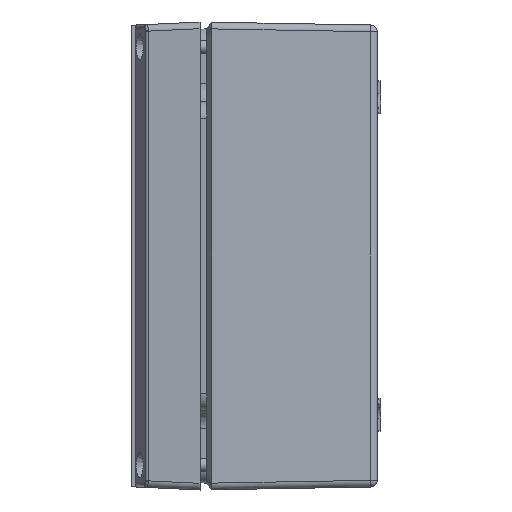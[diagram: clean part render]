
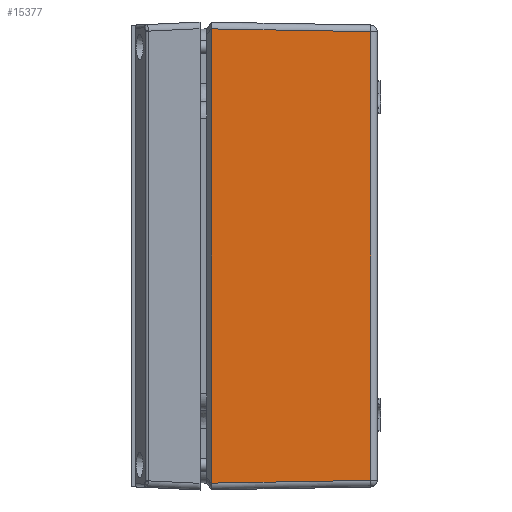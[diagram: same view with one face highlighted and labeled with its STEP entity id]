
A CAD part, left-side view. The second image highlights one B-rep face of the part: STEP entity #15377.
In plain terms, the highlighted planar face has unit normal (-1, -0.018, 0).
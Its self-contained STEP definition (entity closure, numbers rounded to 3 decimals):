
#2884=FACE_OUTER_BOUND('',#4108,.T.);
#4108=EDGE_LOOP('',(#13068,#13069,#13070,#13071));
#5340=LINE('',#40559,#6172);
#5341=LINE('',#40561,#6173);
#5342=LINE('',#40563,#6174);
#5343=LINE('',#40564,#6175);
#6172=VECTOR('',#20655,1000.);
#6173=VECTOR('',#20656,1000.);
#6174=VECTOR('',#20657,1000.);
#6175=VECTOR('',#20658,1000.);
#7584=VERTEX_POINT('',#40557);
#7585=VERTEX_POINT('',#40558);
#7586=VERTEX_POINT('',#40560);
#7587=VERTEX_POINT('',#40562);
#9490=EDGE_CURVE('',#7584,#7585,#5340,.T.);
#9491=EDGE_CURVE('',#7585,#7586,#5341,.T.);
#9492=EDGE_CURVE('',#7586,#7587,#5342,.T.);
#9493=EDGE_CURVE('',#7587,#7584,#5343,.T.);
#13068=ORIENTED_EDGE('',*,*,#9490,.T.);
#13069=ORIENTED_EDGE('',*,*,#9491,.T.);
#13070=ORIENTED_EDGE('',*,*,#9492,.T.);
#13071=ORIENTED_EDGE('',*,*,#9493,.T.);
#14595=PLANE('',#16984);
#15377=ADVANCED_FACE('',(#2884),#14595,.T.);
#16984=AXIS2_PLACEMENT_3D('',#40556,#20653,#20654);
#20653=DIRECTION('center_axis',(-1.,-0.017,
0.));
#20654=DIRECTION('ref_axis',(0.017,-1.,0.));
#20655=DIRECTION('',(0.,0.,1.));
#20656=DIRECTION('',(-0.017,1.,0.017));
#20657=DIRECTION('',(0.,0.,-1.));
#20658=DIRECTION('',(0.017,-1.,0.017));
#40556=CARTESIAN_POINT('Origin',(-110.,0.,-70.));
#40557=CARTESIAN_POINT('',(-109.109,-51.035,-67.109));
#40558=CARTESIAN_POINT('',(-109.109,-51.035,67.109));
#40559=CARTESIAN_POINT('',(-109.109,-51.035,69.075));
#40560=CARTESIAN_POINT('',(-109.939,-3.5,67.939));
#40561=CARTESIAN_POINT('',(-109.958,-2.407,67.958));
#40562=CARTESIAN_POINT('',(-109.939,-3.5,-67.939));
#40563=CARTESIAN_POINT('',(-109.939,-3.5,-69.965));
#40564=CARTESIAN_POINT('',(-110.001,0.035,-68.001));
